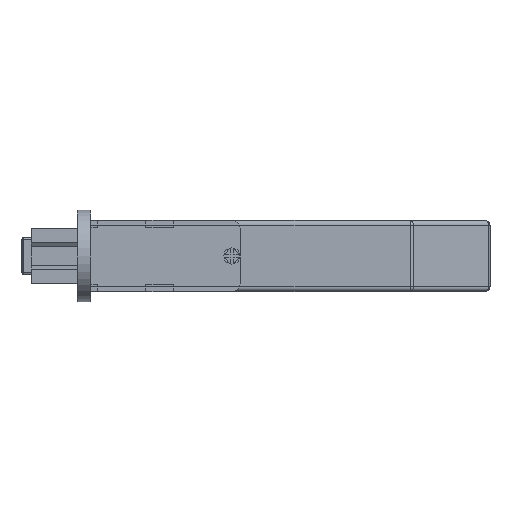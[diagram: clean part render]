
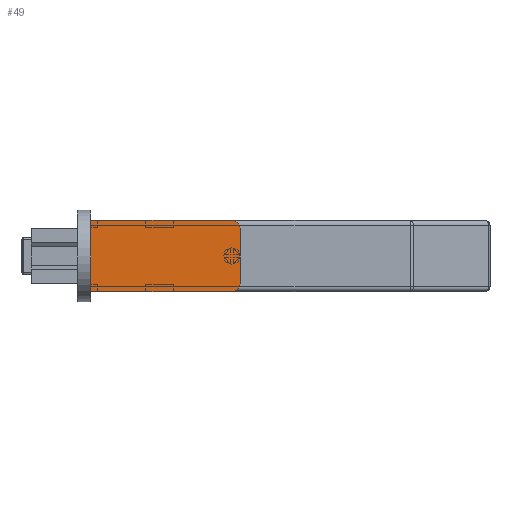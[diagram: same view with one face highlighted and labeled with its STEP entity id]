
A CAD part, front view. The second image highlights one B-rep face of the part: STEP entity #49.
In plain terms, the highlighted face is planar.
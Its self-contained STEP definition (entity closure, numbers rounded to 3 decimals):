
#49 = ADVANCED_FACE ( 'NONE', ( #8971 ), #5296, .T. ) ;
#237 = DIRECTION ( 'NONE',  ( -1., 0., 0. ) ) ;
#540 = EDGE_CURVE ( 'NONE', #4916, #4046, #1404, .T. ) ;
#602 = CARTESIAN_POINT ( 'NONE',  ( 16.3, 0.75, -7.75 ) ) ;
#702 = CIRCLE ( 'NONE', #4907, 2. ) ;
#1155 = AXIS2_PLACEMENT_3D ( 'NONE', #8153, #4592, #7085 ) ;
#1404 = LINE ( 'NONE', #6994, #2744 ) ;
#1425 = ORIENTED_EDGE ( 'NONE', *, *, #6731, .T. ) ;
#1626 = ORIENTED_EDGE ( 'NONE', *, *, #8689, .T. ) ;
#1713 = EDGE_CURVE ( 'NONE', #4046, #7111, #10312, .T. ) ;
#2619 = ORIENTED_EDGE ( 'NONE', *, *, #9546, .T. ) ;
#2714 = AXIS2_PLACEMENT_3D ( 'NONE', #9713, #11438, #5042 ) ;
#2744 = VECTOR ( 'NONE', #10435, 1000. ) ;
#3366 = VERTEX_POINT ( 'NONE', #5430 ) ;
#3671 = CARTESIAN_POINT ( 'NONE',  ( -14.3, 0.75, 7.75 ) ) ;
#3994 = VERTEX_POINT ( 'NONE', #10340 ) ;
#4046 = VERTEX_POINT ( 'NONE', #4944 ) ;
#4128 = EDGE_LOOP ( 'NONE', ( #10593, #7536, #1425, #4598, #1626, #2619 ) ) ;
#4592 = DIRECTION ( 'NONE',  ( 0., 1., 0. ) ) ;
#4598 = ORIENTED_EDGE ( 'NONE', *, *, #10968, .T. ) ;
#4907 = AXIS2_PLACEMENT_3D ( 'NONE', #7540, #4928, #6721 ) ;
#4916 = VERTEX_POINT ( 'NONE', #6819 ) ;
#4923 = VECTOR ( 'NONE', #7788, 1000. ) ;
#4928 = DIRECTION ( 'NONE',  ( 0., 1., 0. ) ) ;
#4944 = CARTESIAN_POINT ( 'NONE',  ( -16.3, 0.75, 5.75 ) ) ;
#5042 = DIRECTION ( 'NONE',  ( 0., 0., 1. ) ) ;
#5296 = PLANE ( 'NONE',  #1155 ) ;
#5426 = CARTESIAN_POINT ( 'NONE',  ( 16.3, 0.75, 7.75 ) ) ;
#5430 = CARTESIAN_POINT ( 'NONE',  ( -14.3, 0.75, -7.75 ) ) ;
#5737 = LINE ( 'NONE', #6502, #8441 ) ;
#6144 = VERTEX_POINT ( 'NONE', #5426 ) ;
#6502 = CARTESIAN_POINT ( 'NONE',  ( -16.3, 0.75, -7.75 ) ) ;
#6721 = DIRECTION ( 'NONE',  ( 0., 0., 1. ) ) ;
#6731 = EDGE_CURVE ( 'NONE', #7111, #6144, #6732, .T. ) ;
#6732 = LINE ( 'NONE', #9511, #4923 ) ;
#6819 = CARTESIAN_POINT ( 'NONE',  ( -16.3, 0.75, -5.75 ) ) ;
#6994 = CARTESIAN_POINT ( 'NONE',  ( -16.3, 0.75, -7.75 ) ) ;
#7085 = DIRECTION ( 'NONE',  ( 0., 0., 1. ) ) ;
#7111 = VERTEX_POINT ( 'NONE', #3671 ) ;
#7536 = ORIENTED_EDGE ( 'NONE', *, *, #1713, .T. ) ;
#7540 = CARTESIAN_POINT ( 'NONE',  ( -14.3, 0.75, -5.75 ) ) ;
#7788 = DIRECTION ( 'NONE',  ( 1., 0., 0. ) ) ;
#8153 = CARTESIAN_POINT ( 'NONE',  ( 0., 0.75, 0. ) ) ;
#8441 = VECTOR ( 'NONE', #237, 1000. ) ;
#8689 = EDGE_CURVE ( 'NONE', #3994, #3366, #5737, .T. ) ;
#8752 = LINE ( 'NONE', #602, #11574 ) ;
#8971 = FACE_OUTER_BOUND ( 'NONE', #4128, .T. ) ;
#9511 = CARTESIAN_POINT ( 'NONE',  ( -16.3, 0.75, 7.75 ) ) ;
#9537 = DIRECTION ( 'NONE',  ( 0., 0., -1. ) ) ;
#9546 = EDGE_CURVE ( 'NONE', #3366, #4916, #702, .T. ) ;
#9713 = CARTESIAN_POINT ( 'NONE',  ( -14.3, 0.75, 5.75 ) ) ;
#10312 = CIRCLE ( 'NONE', #2714, 2. ) ;
#10340 = CARTESIAN_POINT ( 'NONE',  ( 16.3, 0.75, -7.75 ) ) ;
#10435 = DIRECTION ( 'NONE',  ( 0., 0., 1. ) ) ;
#10593 = ORIENTED_EDGE ( 'NONE', *, *, #540, .T. ) ;
#10968 = EDGE_CURVE ( 'NONE', #6144, #3994, #8752, .T. ) ;
#11438 = DIRECTION ( 'NONE',  ( 0., 1., 0. ) ) ;
#11574 = VECTOR ( 'NONE', #9537, 1000. ) ;
